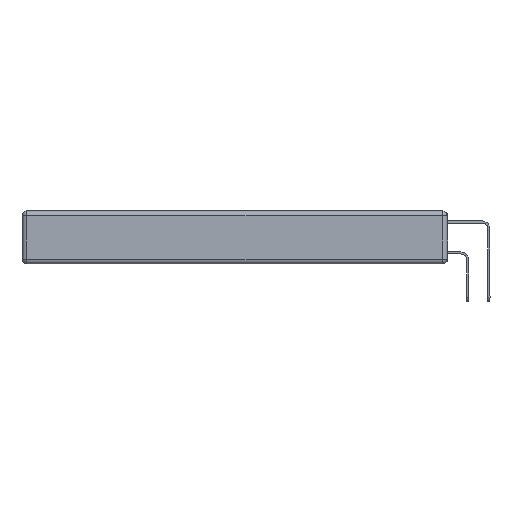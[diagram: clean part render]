
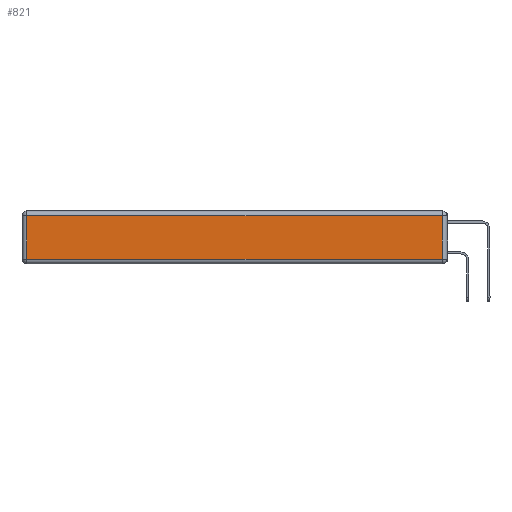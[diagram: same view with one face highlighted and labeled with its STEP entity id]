
A CAD part, left-side view. The second image highlights one B-rep face of the part: STEP entity #821.
In plain terms, the highlighted planar face has unit normal (-1, 0, 0).
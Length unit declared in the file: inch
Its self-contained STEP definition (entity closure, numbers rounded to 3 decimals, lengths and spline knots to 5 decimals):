
#71 = VERTEX_POINT ( 'NONE', #17193 ) ;
#423 = CARTESIAN_POINT ( 'NONE',  ( 0., 0.03, -0.343 ) ) ;
#821 = ADVANCED_FACE ( 'NONE', ( #15173 ), #9402, .T. ) ;
#850 = ORIENTED_EDGE ( 'NONE', *, *, #1126, .T. ) ;
#1126 = EDGE_CURVE ( 'NONE', #15432, #3977, #5138, .T. ) ;
#2929 = DIRECTION ( 'NONE',  ( 0., -1., 0. ) ) ;
#3241 = CARTESIAN_POINT ( 'NONE',  ( 0., 2.72, -0.03 ) ) ;
#3977 = VERTEX_POINT ( 'NONE', #8435 ) ;
#4836 = ORIENTED_EDGE ( 'NONE', *, *, #6700, .T. ) ;
#5138 = LINE ( 'NONE', #15960, #12187 ) ;
#5201 = EDGE_CURVE ( 'NONE', #7387, #15432, #10709, .T. ) ;
#5347 = VECTOR ( 'NONE', #2929, 39.37008 ) ;
#6536 = VECTOR ( 'NONE', #11446, 39.37008 ) ;
#6700 = EDGE_CURVE ( 'NONE', #3977, #71, #7443, .T. ) ;
#7387 = VERTEX_POINT ( 'NONE', #12940 ) ;
#7443 = LINE ( 'NONE', #11164, #5347 ) ;
#7785 = EDGE_CURVE ( 'NONE', #71, #7387, #12918, .T. ) ;
#7914 = DIRECTION ( 'NONE',  ( 0., 1., 0. ) ) ;
#8435 = CARTESIAN_POINT ( 'NONE',  ( 0., 2.72, -0.313 ) ) ;
#9402 = PLANE ( 'NONE',  #15627 ) ;
#9748 = ORIENTED_EDGE ( 'NONE', *, *, #7785, .T. ) ;
#10709 = LINE ( 'NONE', #13698, #14859 ) ;
#11164 = CARTESIAN_POINT ( 'NONE',  ( 0., 0., -0.313 ) ) ;
#11446 = DIRECTION ( 'NONE',  ( 0., 0., 1. ) ) ;
#12187 = VECTOR ( 'NONE', #14438, 39.37008 ) ;
#12204 = CARTESIAN_POINT ( 'NONE',  ( 0., 0., -0.343 ) ) ;
#12388 = DIRECTION ( 'NONE',  ( 0., 0., 1. ) ) ;
#12629 = ORIENTED_EDGE ( 'NONE', *, *, #5201, .T. ) ;
#12918 = LINE ( 'NONE', #423, #6536 ) ;
#12940 = CARTESIAN_POINT ( 'NONE',  ( 0., 0.03, -0.03 ) ) ;
#13698 = CARTESIAN_POINT ( 'NONE',  ( 0., 2.75, -0.03 ) ) ;
#14438 = DIRECTION ( 'NONE',  ( 0., 0., -1. ) ) ;
#14859 = VECTOR ( 'NONE', #7914, 39.37008 ) ;
#15114 = EDGE_LOOP ( 'NONE', ( #4836, #9748, #12629, #850 ) ) ;
#15173 = FACE_OUTER_BOUND ( 'NONE', #15114, .T. ) ;
#15263 = DIRECTION ( 'NONE',  ( -1., 0., 0. ) ) ;
#15432 = VERTEX_POINT ( 'NONE', #3241 ) ;
#15627 = AXIS2_PLACEMENT_3D ( 'NONE', #12204, #15263, #12388 ) ;
#15960 = CARTESIAN_POINT ( 'NONE',  ( 0., 2.72, -0.343 ) ) ;
#17193 = CARTESIAN_POINT ( 'NONE',  ( 0., 0.03, -0.313 ) ) ;
